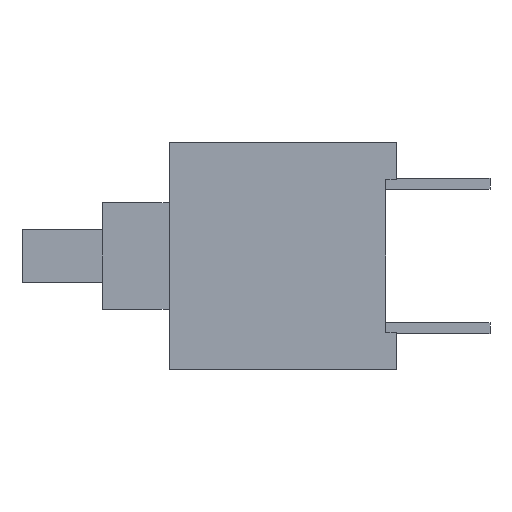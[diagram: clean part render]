
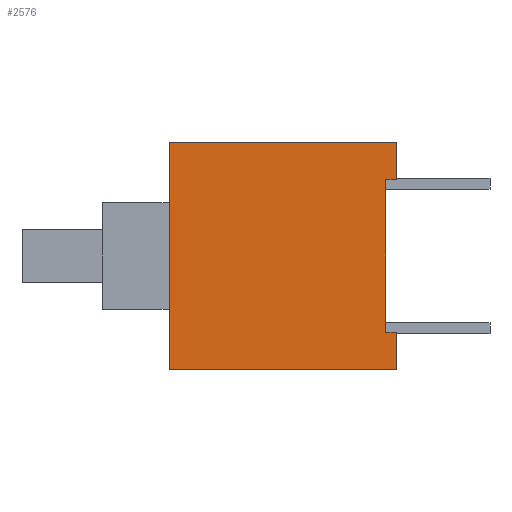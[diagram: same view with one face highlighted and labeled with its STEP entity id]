
A CAD part, left-side view. The second image highlights one B-rep face of the part: STEP entity #2576.
In plain terms, the highlighted planar face has unit normal (-1, 0, 0).
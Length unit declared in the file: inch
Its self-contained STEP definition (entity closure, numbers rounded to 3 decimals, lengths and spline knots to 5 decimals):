
#18 = VERTEX_POINT ( 'NONE', #674 ) ;
#58 = EDGE_CURVE ( 'NONE', #18, #84, #703, .T. ) ;
#84 = VERTEX_POINT ( 'NONE', #832 ) ;
#121 = EDGE_CURVE ( 'NONE', #166, #122, #922, .T. ) ;
#122 = VERTEX_POINT ( 'NONE', #918 ) ;
#166 = VERTEX_POINT ( 'NONE', #967 ) ;
#196 = EDGE_CURVE ( 'NONE', #197, #198, #1078, .T. ) ;
#197 = VERTEX_POINT ( 'NONE', #1074 ) ;
#198 = VERTEX_POINT ( 'NONE', #1073 ) ;
#380 = EDGE_CURVE ( 'NONE', #197, #381, #1668, .T. ) ;
#381 = VERTEX_POINT ( 'NONE', #1664 ) ;
#382 = ORIENTED_EDGE ( 'NONE', *, *, #383, .T. ) ;
#383 = EDGE_CURVE ( 'NONE', #381, #384, #1663, .T. ) ;
#384 = VERTEX_POINT ( 'NONE', #1659 ) ;
#385 = ORIENTED_EDGE ( 'NONE', *, *, #386, .F. ) ;
#386 = EDGE_CURVE ( 'NONE', #122, #384, #1657, .T. ) ;
#674 = CARTESIAN_POINT ( 'NONE',  ( -0.16732, 0., 0.1122 ) ) ;
#700 = DIRECTION ( 'NONE',  ( 0., 0., 1. ) ) ;
#701 = VECTOR ( 'NONE', #700, 39.37008 ) ;
#702 = CARTESIAN_POINT ( 'NONE',  ( -0.16732, 0., 0.16732 ) ) ;
#703 = LINE ( 'NONE', #702, #701 ) ;
#832 = CARTESIAN_POINT ( 'NONE',  ( -0.16732, 0., 0.16732 ) ) ;
#918 = CARTESIAN_POINT ( 'NONE',  ( -0.16732, 0.01575, -0.1122 ) ) ;
#919 = DIRECTION ( 'NONE',  ( 0., 0., -1. ) ) ;
#920 = VECTOR ( 'NONE', #919, 39.37008 ) ;
#921 = CARTESIAN_POINT ( 'NONE',  ( -0.16732, 0.01575, 0.1122 ) ) ;
#922 = LINE ( 'NONE', #921, #920 ) ;
#967 = CARTESIAN_POINT ( 'NONE',  ( -0.16732, 0.01575, 0.1122 ) ) ;
#1073 = CARTESIAN_POINT ( 'NONE',  ( -0.16732, 0.33465, 0.16732 ) ) ;
#1074 = CARTESIAN_POINT ( 'NONE',  ( -0.16732, 0.33465, -0.16732 ) ) ;
#1075 = DIRECTION ( 'NONE',  ( 0., 0., 1. ) ) ;
#1076 = VECTOR ( 'NONE', #1075, 39.37008 ) ;
#1077 = CARTESIAN_POINT ( 'NONE',  ( -0.16732, 0.33465, 0.16732 ) ) ;
#1078 = LINE ( 'NONE', #1077, #1076 ) ;
#1654 = DIRECTION ( 'NONE',  ( 0., -1., 0. ) ) ;
#1655 = VECTOR ( 'NONE', #1654, 39.37008 ) ;
#1656 = CARTESIAN_POINT ( 'NONE',  ( -0.16732, 0.01575, -0.1122 ) ) ;
#1657 = LINE ( 'NONE', #1656, #1655 ) ;
#1659 = CARTESIAN_POINT ( 'NONE',  ( -0.16732, 0., -0.1122 ) ) ;
#1660 = DIRECTION ( 'NONE',  ( 0., 0., 1. ) ) ;
#1661 = VECTOR ( 'NONE', #1660, 39.37008 ) ;
#1662 = CARTESIAN_POINT ( 'NONE',  ( -0.16732, 0., 0.16732 ) ) ;
#1663 = LINE ( 'NONE', #1662, #1661 ) ;
#1664 = CARTESIAN_POINT ( 'NONE',  ( -0.16732, 0., -0.16732 ) ) ;
#1665 = DIRECTION ( 'NONE',  ( 0., -1., 0. ) ) ;
#1666 = VECTOR ( 'NONE', #1665, 39.37008 ) ;
#1667 = CARTESIAN_POINT ( 'NONE',  ( -0.16732, 0.33465, -0.16732 ) ) ;
#1668 = LINE ( 'NONE', #1667, #1666 ) ;
#2364 = FACE_OUTER_BOUND ( 'NONE', #2573, .T. ) ;
#2370 = DIRECTION ( 'NONE',  ( 0., -1., 0. ) ) ;
#2371 = VECTOR ( 'NONE', #2370, 39.37008 ) ;
#2372 = CARTESIAN_POINT ( 'NONE',  ( -0.16732, 0.33465, 0.16732 ) ) ;
#2378 = LINE ( 'NONE', #2372, #2371 ) ;
#2394 = DIRECTION ( 'NONE',  ( 0., -1., 0. ) ) ;
#2395 = VECTOR ( 'NONE', #2394, 39.37008 ) ;
#2396 = CARTESIAN_POINT ( 'NONE',  ( -0.16732, 0.01575, 0.1122 ) ) ;
#2397 = LINE ( 'NONE', #2396, #2395 ) ;
#2398 = DIRECTION ( 'NONE',  ( 0., 0., -1. ) ) ;
#2399 = DIRECTION ( 'NONE',  ( 1., 0., 0. ) ) ;
#2400 = CARTESIAN_POINT ( 'NONE',  ( -0.16732, 0.33465, 0.16732 ) ) ;
#2401 = AXIS2_PLACEMENT_3D ( 'NONE', #2400, #2399, #2398 ) ;
#2402 = PLANE ( 'NONE',  #2401 ) ;
#2567 = ORIENTED_EDGE ( 'NONE', *, *, #196, .F. ) ;
#2572 = ORIENTED_EDGE ( 'NONE', *, *, #2582, .T. ) ;
#2573 = EDGE_LOOP ( 'NONE', ( #2580, #2572, #2581, #2579, #2567, #2578, #382, #385 ) ) ;
#2574 = EDGE_CURVE ( 'NONE', #198, #84, #2378, .T. ) ;
#2576 = ADVANCED_FACE ( 'NONE', ( #2364 ), #2402, .F. ) ;
#2578 = ORIENTED_EDGE ( 'NONE', *, *, #380, .T. ) ;
#2579 = ORIENTED_EDGE ( 'NONE', *, *, #2574, .F. ) ;
#2580 = ORIENTED_EDGE ( 'NONE', *, *, #121, .F. ) ;
#2581 = ORIENTED_EDGE ( 'NONE', *, *, #58, .T. ) ;
#2582 = EDGE_CURVE ( 'NONE', #166, #18, #2397, .T. ) ;
